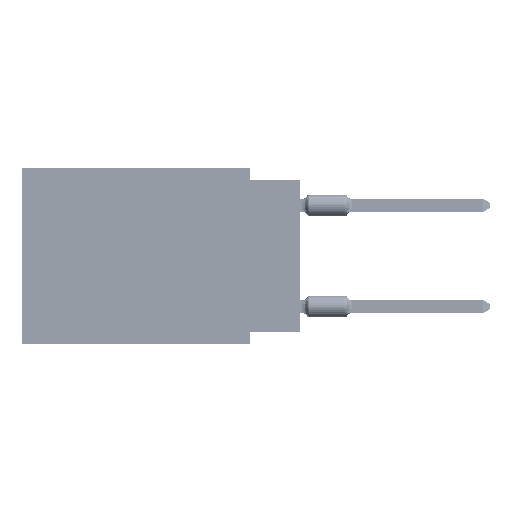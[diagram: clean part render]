
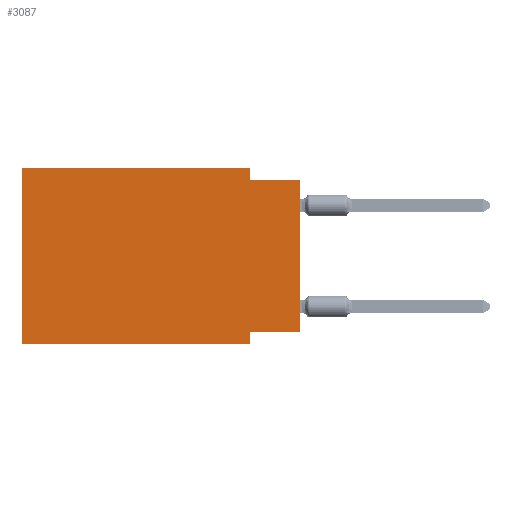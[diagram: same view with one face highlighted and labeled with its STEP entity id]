
A CAD part, left-side view. The second image highlights one B-rep face of the part: STEP entity #3087.
In plain terms, the highlighted planar face has unit normal (-1, 0, 0).
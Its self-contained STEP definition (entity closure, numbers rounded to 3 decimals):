
#76 = CARTESIAN_POINT ( 'NONE',  ( 0., 0., -0.635 ) ) ;
#3087 = ADVANCED_FACE ( 'NONE', ( #34345 ), #60672, .F. ) ;
#5793 = CARTESIAN_POINT ( 'NONE',  ( 0., 0., -0.635 ) ) ;
#9147 = VECTOR ( 'NONE', #67420, 1000. ) ;
#10040 = LINE ( 'NONE', #61330, #66212 ) ;
#10619 = DIRECTION ( 'NONE',  ( 0., 0., -1. ) ) ;
#10888 = AXIS2_PLACEMENT_3D ( 'NONE', #34014, #18639, #54870 ) ;
#11035 = ORIENTED_EDGE ( 'NONE', *, *, #49353, .T. ) ;
#11116 = CARTESIAN_POINT ( 'NONE',  ( 0., 0., -8.255 ) ) ;
#14943 = ORIENTED_EDGE ( 'NONE', *, *, #26872, .F. ) ;
#14955 = VERTEX_POINT ( 'NONE', #17109 ) ;
#15241 = VECTOR ( 'NONE', #64028, 1000. ) ;
#17109 = CARTESIAN_POINT ( 'NONE',  ( 0., 0., -8.255 ) ) ;
#17363 = LINE ( 'NONE', #49140, #53035 ) ;
#17539 = EDGE_CURVE ( 'NONE', #51912, #52452, #24043, .T. ) ;
#18604 = ORIENTED_EDGE ( 'NONE', *, *, #18939, .F. ) ;
#18639 = DIRECTION ( 'NONE',  ( 1., 0., 0. ) ) ;
#18939 = EDGE_CURVE ( 'NONE', #34152, #45638, #41049, .T. ) ;
#20896 = DIRECTION ( 'NONE',  ( 0., -1., 0. ) ) ;
#24043 = LINE ( 'NONE', #76, #9147 ) ;
#26872 = EDGE_CURVE ( 'NONE', #41829, #67267, #41736, .T. ) ;
#27548 = EDGE_CURVE ( 'NONE', #60183, #41829, #17363, .T. ) ;
#32436 = ORIENTED_EDGE ( 'NONE', *, *, #35037, .F. ) ;
#34014 = CARTESIAN_POINT ( 'NONE',  ( 0., 13.97, 0. ) ) ;
#34152 = VERTEX_POINT ( 'NONE', #63662 ) ;
#34345 = FACE_OUTER_BOUND ( 'NONE', #44499, .T. ) ;
#34918 = DIRECTION ( 'NONE',  ( 0., 0., -1. ) ) ;
#35037 = EDGE_CURVE ( 'NONE', #14955, #34152, #47345, .T. ) ;
#35096 = ORIENTED_EDGE ( 'NONE', *, *, #17539, .F. ) ;
#35636 = CARTESIAN_POINT ( 'NONE',  ( 0., 2.54, -0.635 ) ) ;
#37672 = VECTOR ( 'NONE', #10619, 1000. ) ;
#39123 = CARTESIAN_POINT ( 'NONE',  ( 0., 13.97, 0. ) ) ;
#39694 = CARTESIAN_POINT ( 'NONE',  ( 0., 2.54, 0. ) ) ;
#40994 = EDGE_CURVE ( 'NONE', #14955, #52452, #47960, .T. ) ;
#41049 = LINE ( 'NONE', #47196, #37672 ) ;
#41736 = LINE ( 'NONE', #63947, #56408 ) ;
#41829 = VERTEX_POINT ( 'NONE', #39123 ) ;
#42719 = CARTESIAN_POINT ( 'NONE',  ( 0., 13.97, -8.89 ) ) ;
#43838 = CARTESIAN_POINT ( 'NONE',  ( 0., 0., 0. ) ) ;
#44499 = EDGE_LOOP ( 'NONE', ( #57130, #35096, #58941, #14943, #51292, #11035, #18604, #32436 ) ) ;
#45638 = VERTEX_POINT ( 'NONE', #51893 ) ;
#45843 = LINE ( 'NONE', #39694, #59651 ) ;
#47196 = CARTESIAN_POINT ( 'NONE',  ( 0., 2.54, -8.89 ) ) ;
#47345 = LINE ( 'NONE', #11116, #55955 ) ;
#47960 = LINE ( 'NONE', #43838, #15241 ) ;
#49140 = CARTESIAN_POINT ( 'NONE',  ( 0., 13.97, 0. ) ) ;
#49353 = EDGE_CURVE ( 'NONE', #60183, #45638, #10040, .T. ) ;
#50094 = CARTESIAN_POINT ( 'NONE',  ( 0., 2.54, 0. ) ) ;
#51292 = ORIENTED_EDGE ( 'NONE', *, *, #27548, .F. ) ;
#51893 = CARTESIAN_POINT ( 'NONE',  ( 0., 2.54, -8.89 ) ) ;
#51912 = VERTEX_POINT ( 'NONE', #35636 ) ;
#52452 = VERTEX_POINT ( 'NONE', #5793 ) ;
#53035 = VECTOR ( 'NONE', #59731, 1000. ) ;
#54870 = DIRECTION ( 'NONE',  ( 0., 0., -1. ) ) ;
#55955 = VECTOR ( 'NONE', #63076, 1000. ) ;
#56408 = VECTOR ( 'NONE', #20896, 1000. ) ;
#57130 = ORIENTED_EDGE ( 'NONE', *, *, #40994, .T. ) ;
#57211 = DIRECTION ( 'NONE',  ( 0., -1., 0. ) ) ;
#58941 = ORIENTED_EDGE ( 'NONE', *, *, #61085, .F. ) ;
#59651 = VECTOR ( 'NONE', #34918, 1000. ) ;
#59731 = DIRECTION ( 'NONE',  ( 0., 0., 1. ) ) ;
#60183 = VERTEX_POINT ( 'NONE', #42719 ) ;
#60672 = PLANE ( 'NONE',  #10888 ) ;
#61085 = EDGE_CURVE ( 'NONE', #67267, #51912, #45843, .T. ) ;
#61330 = CARTESIAN_POINT ( 'NONE',  ( 0., 13.97, -8.89 ) ) ;
#63076 = DIRECTION ( 'NONE',  ( 0., 1., 0. ) ) ;
#63662 = CARTESIAN_POINT ( 'NONE',  ( 0., 2.54, -8.255 ) ) ;
#63947 = CARTESIAN_POINT ( 'NONE',  ( 0., 13.97, 0. ) ) ;
#64028 = DIRECTION ( 'NONE',  ( 0., 0., 1. ) ) ;
#66212 = VECTOR ( 'NONE', #57211, 1000. ) ;
#67267 = VERTEX_POINT ( 'NONE', #50094 ) ;
#67420 = DIRECTION ( 'NONE',  ( 0., -1., 0. ) ) ;
